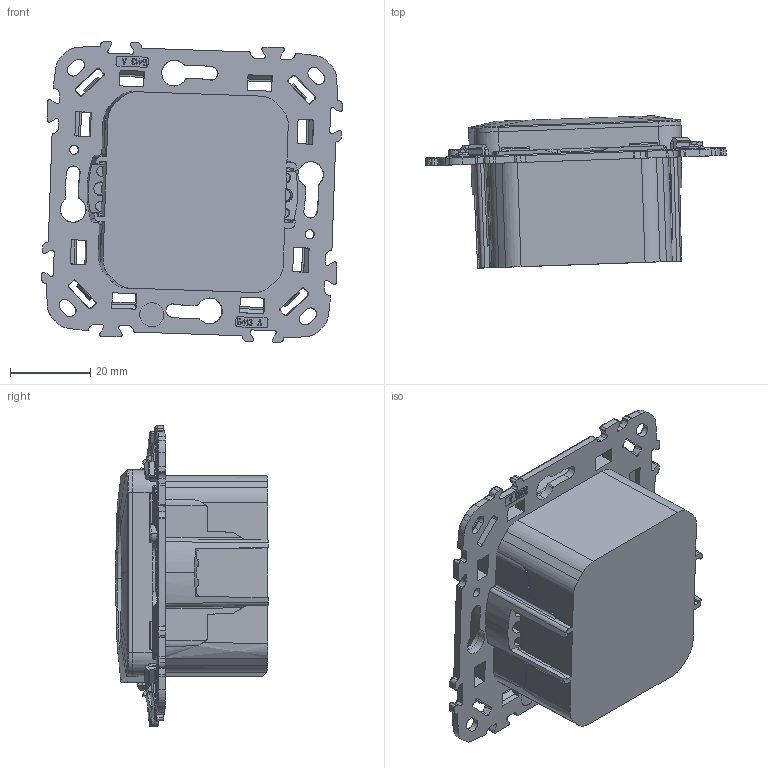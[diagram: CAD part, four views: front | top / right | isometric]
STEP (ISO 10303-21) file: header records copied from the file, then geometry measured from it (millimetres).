
FILE_DESCRIPTION (( 'STEP AP214' ), '1' );
FILE_NAME ('s86-16fry2_asm.STEP', '2025-03-24T07:53:20', ( '' ), ( '' ), 'SwSTEP 2.0', 'SolidWorks 2022', '' );
FILE_SCHEMA (( 'AUTOMOTIVE_DESIGN' ));
Length unit declared in the file: millimetre
Products named in the file (1): s86-16fry2_asm
Bounding box: 75.11 x 38.05 x 75.16 mm (x, y, z)
Volume: 81736.5 mm3; surface area: 18657.4 mm2
Topology: 1 solids, 6 shells, 1321 faces, 3626 edges, 2310 vertices
Faces by surface type: plane 725, cone 213, cylinder 208, torus 101, bspline 74
Entity records: 60770 total; most frequent: CARTESIAN_POINT 13787, ORIENTED_EDGE 7220, DIRECTION 6500, EDGE_CURVE 3610, VECTOR 2314, LINE 2314, VERTEX_POINT 2310, AXIS2_PLACEMENT_3D 2093
